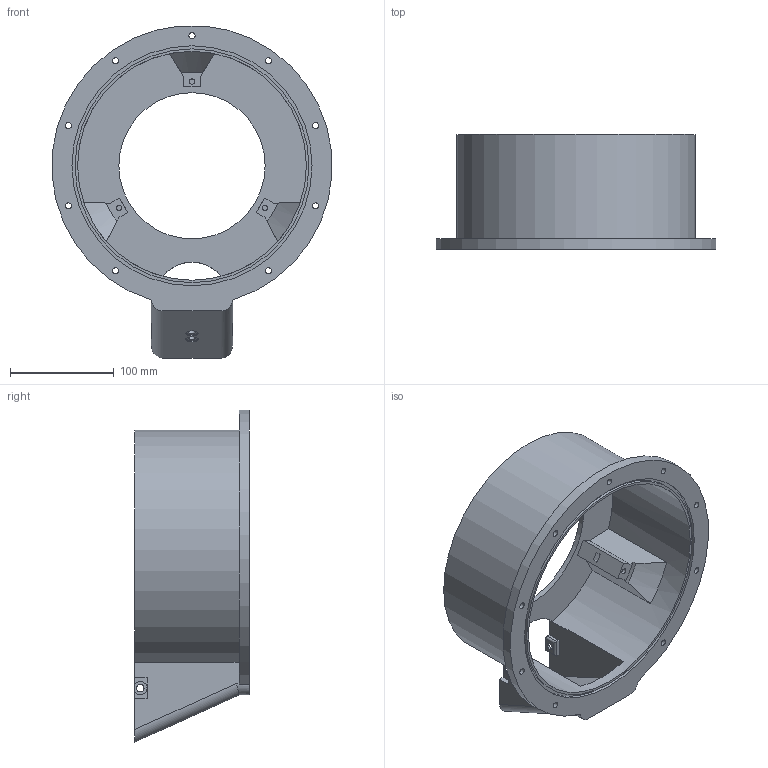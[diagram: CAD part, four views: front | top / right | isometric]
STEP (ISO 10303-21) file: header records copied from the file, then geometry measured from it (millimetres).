
FILE_DESCRIPTION(/* description */ (''),/* implementation_level */ '2;1');
FILE_NAME(/* name */ 'Thermal Housing Final.stp',/* time_stamp */ '2025-12-22T13:35:03-05:00',/* author */ ('mumin'),/* organization */ (''),/* preprocessor_version */ 'ST-DEVELOPER v20.1',/* originating_system */ 'Autodesk Inventor 2026',/* authorisation */ '');
FILE_SCHEMA (('AUTOMOTIVE_DESIGN { 1 0 10303 214 3 1 1 }'));
Length unit declared in the file: millimetre
Products named in the file (1): Thermal Housing
Bounding box: 269.35 x 110.5 x 319.5 mm (x, y, z)
Volume: 954620.4 mm3; surface area: 277440.5 mm2
Topology: 1 solids, 1 shells, 502 faces, 1349 edges, 892 vertices
Faces by surface type: plane 326, bspline 119, cylinder 54, cone 3
Full cylindrical faces by diameter (mm): 5.2 x3, 5.9 x9, 7.15 x4, 7.25 x2, 10.2 x9, 12 x2, 140.75 x1, 220.25 x1, 225 x1, 231 x1
Entity records: 16661 total; most frequent: CARTESIAN_POINT 4654, ORIENTED_EDGE 2698, DIRECTION 2017, EDGE_CURVE 1349, LINE 961, VECTOR 961, VERTEX_POINT 892, EDGE_LOOP 585
